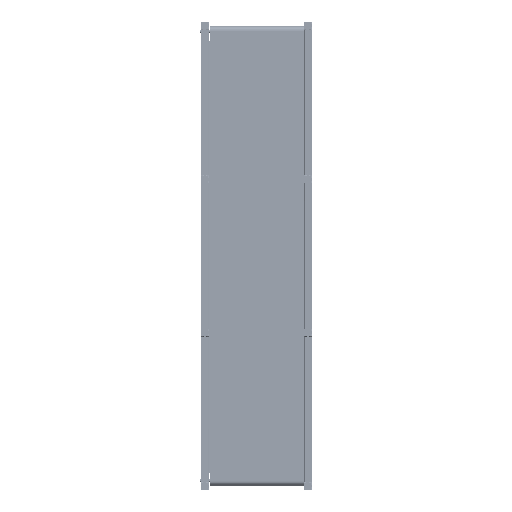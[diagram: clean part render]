
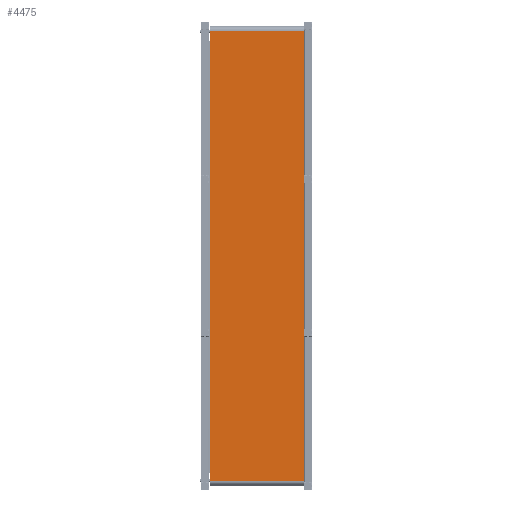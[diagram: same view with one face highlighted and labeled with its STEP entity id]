
A CAD part, front view. The second image highlights one B-rep face of the part: STEP entity #4475.
In plain terms, the highlighted free-form (B-spline) face has degree [1, 1] with [2, 2] control points.
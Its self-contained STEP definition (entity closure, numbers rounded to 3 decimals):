
#4242 = VERTEX_POINT('',#4243);
#4243 = CARTESIAN_POINT('',(813.724,1202.139,
    3108.849));
#4257 = VERTEX_POINT('',#4258);
#4258 = CARTESIAN_POINT('',(307.97,1202.139,
    3108.849));
#4264 = EDGE_CURVE('',#4242,#4257,#4265,.T.);
#4265 = B_SPLINE_CURVE_WITH_KNOTS('',1,(#4266,#4267),.UNSPECIFIED.,.F.,
  .F.,(2,2),(-0.,600.),.PIECEWISE_BEZIER_KNOTS.);
#4266 = CARTESIAN_POINT('',(813.724,1202.139,
    3108.849));
#4267 = CARTESIAN_POINT('',(307.97,1202.139,
    3108.849));
#4280 = VERTEX_POINT('',#4281);
#4281 = CARTESIAN_POINT('',(813.724,1202.139,
    678.253));
#4305 = EDGE_CURVE('',#4242,#4280,#4306,.T.);
#4306 = B_SPLINE_CURVE_WITH_KNOTS('',1,(#4307,#4308),.UNSPECIFIED.,.F.,
  .F.,(2,2),(-2883.531,0.),.PIECEWISE_BEZIER_KNOTS.);
#4307 = CARTESIAN_POINT('',(813.724,1202.139,
    3108.849));
#4308 = CARTESIAN_POINT('',(813.724,1202.139,
    678.253));
#4352 = VERTEX_POINT('',#4353);
#4353 = CARTESIAN_POINT('',(307.97,1202.139,
    678.253));
#4363 = EDGE_CURVE('',#4257,#4352,#4364,.T.);
#4364 = B_SPLINE_CURVE_WITH_KNOTS('',1,(#4365,#4366),.UNSPECIFIED.,.F.,
  .F.,(2,2),(-2883.531,0.),.PIECEWISE_BEZIER_KNOTS.);
#4365 = CARTESIAN_POINT('',(307.97,1202.139,
    3108.849));
#4366 = CARTESIAN_POINT('',(307.97,1202.139,
    678.253));
#4430 = EDGE_CURVE('',#4280,#4352,#4431,.T.);
#4431 = B_SPLINE_CURVE_WITH_KNOTS('',1,(#4432,#4433),.UNSPECIFIED.,.F.,
  .F.,(2,2),(-0.,600.),.PIECEWISE_BEZIER_KNOTS.);
#4432 = CARTESIAN_POINT('',(813.724,1202.139,
    678.253));
#4433 = CARTESIAN_POINT('',(307.97,1202.139,
    678.253));
#4475 = ADVANCED_FACE('',(#4476),#4482,.F.);
#4476 = FACE_BOUND('',#4477,.T.);
#4477 = EDGE_LOOP('',(#4478,#4479,#4480,#4481));
#4478 = ORIENTED_EDGE('',*,*,#4363,.T.);
#4479 = ORIENTED_EDGE('',*,*,#4430,.F.);
#4480 = ORIENTED_EDGE('',*,*,#4305,.F.);
#4481 = ORIENTED_EDGE('',*,*,#4264,.T.);
#4482 = B_SPLINE_SURFACE_WITH_KNOTS('',1,1,(
    (#4483,#4484)
    ,(#4485,#4486
    )),.UNSPECIFIED.,.F.,.F.,.F.,(2,2),(2,2),(-0.,2883.531),(
    -600.,0.),.PIECEWISE_BEZIER_KNOTS.);
#4483 = CARTESIAN_POINT('',(307.97,1202.139,
    678.253));
#4484 = CARTESIAN_POINT('',(813.724,1202.139,
    678.253));
#4485 = CARTESIAN_POINT('',(307.97,1202.139,
    3108.849));
#4486 = CARTESIAN_POINT('',(813.724,1202.139,
    3108.849));
